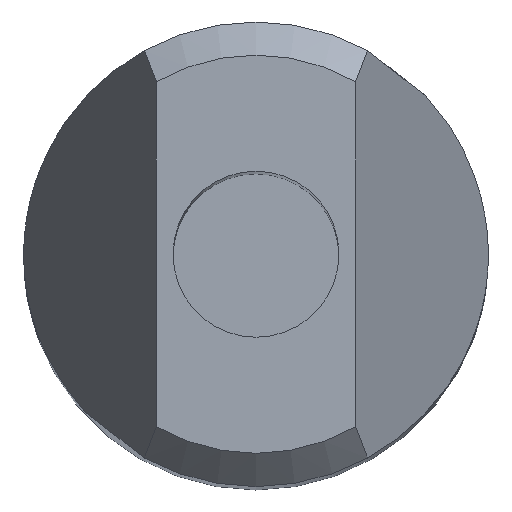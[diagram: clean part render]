
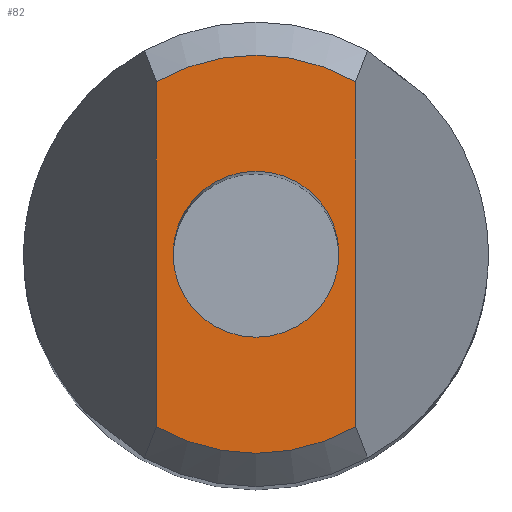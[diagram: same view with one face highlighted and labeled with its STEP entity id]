
A CAD part, top view. The second image highlights one B-rep face of the part: STEP entity #82.
In plain terms, the highlighted planar face has unit normal (0, 0, 1).
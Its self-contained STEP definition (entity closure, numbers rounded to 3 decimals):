
#34=PLANE('',#268);
#53=FACE_BOUND('',#116,.T.);
#54=FACE_BOUND('',#117,.T.);
#63=LINE('',#409,#73);
#64=LINE('',#410,#74);
#73=VECTOR('',#319,1.);
#74=VECTOR('',#320,1.);
#82=ADVANCED_FACE('',(#53,#54),#34,.T.);
#116=EDGE_LOOP('',(#157));
#117=EDGE_LOOP('',(#158,#159,#160,#161));
#157=ORIENTED_EDGE('',*,*,#231,.F.);
#158=ORIENTED_EDGE('',*,*,#214,.T.);
#159=ORIENTED_EDGE('',*,*,#232,.T.);
#160=ORIENTED_EDGE('',*,*,#216,.T.);
#161=ORIENTED_EDGE('',*,*,#233,.T.);
#194=VERTEX_POINT('',#363);
#195=VERTEX_POINT('',#365);
#196=VERTEX_POINT('',#372);
#197=VERTEX_POINT('',#373);
#209=VERTEX_POINT('',#408);
#214=EDGE_CURVE('',#195,#194,#241,.T.);
#216=EDGE_CURVE('',#196,#197,#242,.T.);
#231=EDGE_CURVE('',#209,#209,#249,.T.);
#232=EDGE_CURVE('',#194,#196,#63,.T.);
#233=EDGE_CURVE('',#197,#195,#64,.T.);
#241=CIRCLE('',#254,12.);
#242=CIRCLE('',#256,12.);
#249=CIRCLE('',#267,5.);
#254=AXIS2_PLACEMENT_3D('',#364,#287,#288);
#256=AXIS2_PLACEMENT_3D('',#371,#291,#292);
#267=AXIS2_PLACEMENT_3D('',#407,#317,#318);
#268=AXIS2_PLACEMENT_3D('',#411,#321,#322);
#287=DIRECTION('',(0.,0.,1.));
#288=DIRECTION('',(1.,0.,0.));
#291=DIRECTION('',(0.,0.,1.));
#292=DIRECTION('',(1.,0.,0.));
#317=DIRECTION('',(0.,0.,1.));
#318=DIRECTION('',(1.,0.,0.));
#319=DIRECTION('',(0.,1.,0.));
#320=DIRECTION('',(0.,-1.,0.));
#321=DIRECTION('',(0.,0.,1.));
#322=DIRECTION('',(1.,0.,0.));
#363=CARTESIAN_POINT('',(6.,-10.392,0.));
#364=CARTESIAN_POINT('',(0.,0.,0.));
#365=CARTESIAN_POINT('',(-6.,-10.392,0.));
#371=CARTESIAN_POINT('',(0.,0.,0.));
#372=CARTESIAN_POINT('',(6.,10.392,0.));
#373=CARTESIAN_POINT('',(-6.,10.392,0.));
#407=CARTESIAN_POINT('',(0.,0.,0.));
#408=CARTESIAN_POINT('',(5.,0.,0.));
#409=CARTESIAN_POINT('',(6.,5.,0.));
#410=CARTESIAN_POINT('',(-6.,5.,0.));
#411=CARTESIAN_POINT('',(0.,5.,0.));
